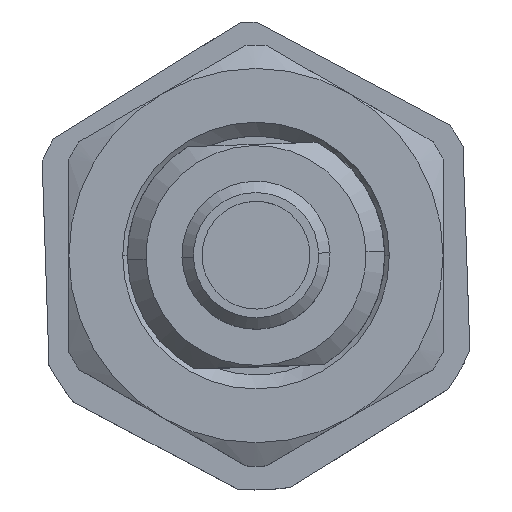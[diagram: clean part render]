
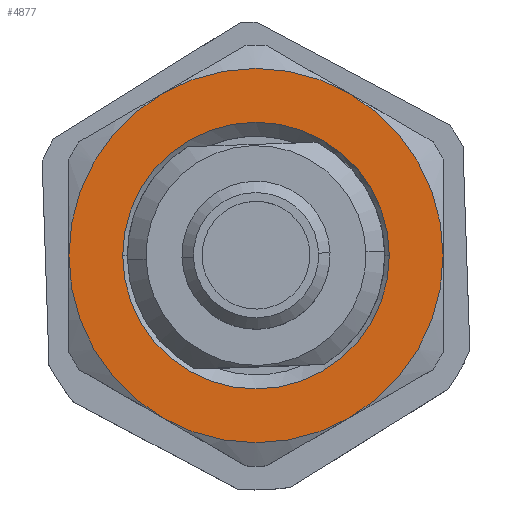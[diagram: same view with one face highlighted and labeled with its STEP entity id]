
A CAD part, top view. The second image highlights one B-rep face of the part: STEP entity #4877.
In plain terms, the highlighted planar face has unit normal (0, 0, 1).
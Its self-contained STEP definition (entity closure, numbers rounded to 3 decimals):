
#12 = AXIS2_PLACEMENT_3D ( 'NONE', #5750, #5640, #1741 ) ;
#31 = CIRCLE ( 'NONE', #5591, 8. ) ;
#112 = PLANE ( 'NONE',  #8156 ) ;
#142 = DIRECTION ( 'NONE',  ( 0., 0., -1. ) ) ;
#269 = FACE_BOUND ( 'NONE', #7846, .T. ) ;
#275 = CIRCLE ( 'NONE', #12, 8. ) ;
#511 = DIRECTION ( 'NONE',  ( -1., 0., 0. ) ) ;
#745 = CARTESIAN_POINT ( 'NONE',  ( -5.7, 0., 0. ) ) ;
#969 = DIRECTION ( 'NONE',  ( 0., 0., -1. ) ) ;
#1382 = CIRCLE ( 'NONE', #2592, 8. ) ;
#1518 = CARTESIAN_POINT ( 'NONE',  ( 4., 6.928, 0. ) ) ;
#1741 = DIRECTION ( 'NONE',  ( -1., 0., 0. ) ) ;
#1813 = EDGE_CURVE ( 'NONE', #8335, #6544, #2936, .T. ) ;
#1821 = CARTESIAN_POINT ( 'NONE',  ( 4., -6.928, 0. ) ) ;
#1854 = EDGE_CURVE ( 'NONE', #4788, #2546, #31, .T. ) ;
#2312 = DIRECTION ( 'NONE',  ( 0., 0., -1. ) ) ;
#2394 = EDGE_LOOP ( 'NONE', ( #2798, #6948, #4447, #3334, #7619, #6738 ) ) ;
#2429 = DIRECTION ( 'NONE',  ( -1., 0., 0. ) ) ;
#2546 = VERTEX_POINT ( 'NONE', #1821 ) ;
#2592 = AXIS2_PLACEMENT_3D ( 'NONE', #4009, #142, #4671 ) ;
#2798 = ORIENTED_EDGE ( 'NONE', *, *, #5664, .F. ) ;
#2936 = CIRCLE ( 'NONE', #5180, 5.7 ) ;
#3105 = CARTESIAN_POINT ( 'NONE',  ( -4., -6.928, 0. ) ) ;
#3302 = VERTEX_POINT ( 'NONE', #6202 ) ;
#3334 = ORIENTED_EDGE ( 'NONE', *, *, #1854, .F. ) ;
#3409 = VERTEX_POINT ( 'NONE', #3105 ) ;
#3625 = EDGE_CURVE ( 'NONE', #2546, #3409, #4430, .T. ) ;
#3841 = EDGE_CURVE ( 'NONE', #3302, #5450, #4633, .T. ) ;
#3998 = EDGE_CURVE ( 'NONE', #3409, #7370, #1382, .T. ) ;
#4009 = CARTESIAN_POINT ( 'NONE',  ( 0., 0., 0. ) ) ;
#4247 = CARTESIAN_POINT ( 'NONE',  ( 0., 0., 0. ) ) ;
#4258 = EDGE_CURVE ( 'NONE', #5450, #4788, #275, .T. ) ;
#4430 = CIRCLE ( 'NONE', #7813, 8. ) ;
#4447 = ORIENTED_EDGE ( 'NONE', *, *, #3625, .F. ) ;
#4609 = EDGE_CURVE ( 'NONE', #6544, #8335, #5931, .T. ) ;
#4633 = CIRCLE ( 'NONE', #5140, 8. ) ;
#4668 = DIRECTION ( 'NONE',  ( 0., 0., -1. ) ) ;
#4671 = DIRECTION ( 'NONE',  ( -1., 0., 0. ) ) ;
#4788 = VERTEX_POINT ( 'NONE', #5873 ) ;
#4877 = ADVANCED_FACE ( 'NONE', ( #5829, #269 ), #112, .F. ) ;
#5009 = CARTESIAN_POINT ( 'NONE',  ( 5.7, 0., 0. ) ) ;
#5140 = AXIS2_PLACEMENT_3D ( 'NONE', #5823, #6507, #7068 ) ;
#5180 = AXIS2_PLACEMENT_3D ( 'NONE', #7454, #8081, #2429 ) ;
#5450 = VERTEX_POINT ( 'NONE', #1518 ) ;
#5509 = DIRECTION ( 'NONE',  ( -1., 0., 0. ) ) ;
#5591 = AXIS2_PLACEMENT_3D ( 'NONE', #6957, #8224, #511 ) ;
#5640 = DIRECTION ( 'NONE',  ( 0., 0., -1. ) ) ;
#5664 = EDGE_CURVE ( 'NONE', #7370, #3302, #7915, .T. ) ;
#5750 = CARTESIAN_POINT ( 'NONE',  ( 0., 0., 0. ) ) ;
#5823 = CARTESIAN_POINT ( 'NONE',  ( 0., 0., 0. ) ) ;
#5829 = FACE_OUTER_BOUND ( 'NONE', #2394, .T. ) ;
#5873 = CARTESIAN_POINT ( 'NONE',  ( 8., 0., 0. ) ) ;
#5931 = CIRCLE ( 'NONE', #6843, 5.7 ) ;
#6202 = CARTESIAN_POINT ( 'NONE',  ( -4., 6.928, 0. ) ) ;
#6507 = DIRECTION ( 'NONE',  ( 0., 0., -1. ) ) ;
#6544 = VERTEX_POINT ( 'NONE', #745 ) ;
#6670 = DIRECTION ( 'NONE',  ( -1., 0., 0. ) ) ;
#6710 = CARTESIAN_POINT ( 'NONE',  ( -8., 0., 0. ) ) ;
#6738 = ORIENTED_EDGE ( 'NONE', *, *, #3841, .F. ) ;
#6759 = CARTESIAN_POINT ( 'NONE',  ( 0., 0., 0. ) ) ;
#6771 = DIRECTION ( 'NONE',  ( 0., 0., -1. ) ) ;
#6825 = DIRECTION ( 'NONE',  ( -1., 0., 0. ) ) ;
#6843 = AXIS2_PLACEMENT_3D ( 'NONE', #7451, #2312, #6874 ) ;
#6874 = DIRECTION ( 'NONE',  ( -1., 0., 0. ) ) ;
#6948 = ORIENTED_EDGE ( 'NONE', *, *, #3998, .F. ) ;
#6957 = CARTESIAN_POINT ( 'NONE',  ( 0., 0., 0. ) ) ;
#7068 = DIRECTION ( 'NONE',  ( -1., 0., 0. ) ) ;
#7085 = ORIENTED_EDGE ( 'NONE', *, *, #1813, .T. ) ;
#7178 = ORIENTED_EDGE ( 'NONE', *, *, #4609, .T. ) ;
#7249 = CARTESIAN_POINT ( 'NONE',  ( 0., 5.7, 0. ) ) ;
#7370 = VERTEX_POINT ( 'NONE', #6710 ) ;
#7451 = CARTESIAN_POINT ( 'NONE',  ( 0., 0., 0. ) ) ;
#7454 = CARTESIAN_POINT ( 'NONE',  ( 0., 0., 0. ) ) ;
#7619 = ORIENTED_EDGE ( 'NONE', *, *, #4258, .F. ) ;
#7813 = AXIS2_PLACEMENT_3D ( 'NONE', #4247, #6771, #6825 ) ;
#7846 = EDGE_LOOP ( 'NONE', ( #7085, #7178 ) ) ;
#7915 = CIRCLE ( 'NONE', #8107, 8. ) ;
#8081 = DIRECTION ( 'NONE',  ( 0., 0., -1. ) ) ;
#8107 = AXIS2_PLACEMENT_3D ( 'NONE', #6759, #969, #5509 ) ;
#8156 = AXIS2_PLACEMENT_3D ( 'NONE', #7249, #4668, #6670 ) ;
#8224 = DIRECTION ( 'NONE',  ( 0., 0., -1. ) ) ;
#8335 = VERTEX_POINT ( 'NONE', #5009 ) ;
